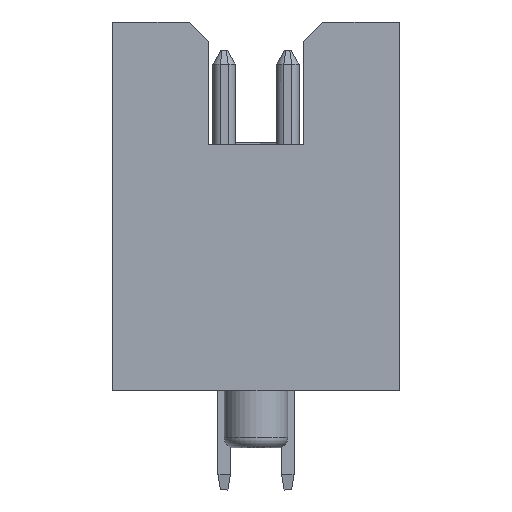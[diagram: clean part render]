
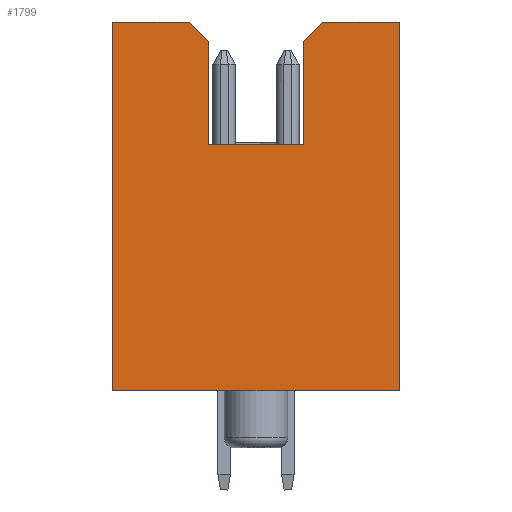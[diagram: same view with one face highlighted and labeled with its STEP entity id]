
A CAD part, left-side view. The second image highlights one B-rep face of the part: STEP entity #1799.
In plain terms, the highlighted planar face has unit normal (-1, 0, 0).
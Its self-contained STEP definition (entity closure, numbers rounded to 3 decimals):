
#1183=CARTESIAN_POINT('',(-1.59,0.955,2.414));
#1184=VERTEX_POINT('',#1183);
#1199=CARTESIAN_POINT('',(-1.59,1.335,2.794));
#1200=VERTEX_POINT('',#1199);
#1207=CARTESIAN_POINT('',(-1.59,1.335,2.794));
#1208=DIRECTION('',(0.,-0.707,-0.707));
#1209=VECTOR('',#1208,0.537);
#1210=LINE('',#1207,#1209);
#1211=EDGE_CURVE('',#1200,#1184,#1210,.T.);
#1245=CARTESIAN_POINT('',(-1.59,0.955,0.354));
#1246=VERTEX_POINT('',#1245);
#1255=CARTESIAN_POINT('',(-1.59,0.955,2.414));
#1256=DIRECTION('',(0.,0.,-1.));
#1257=VECTOR('',#1256,2.06);
#1258=LINE('',#1255,#1257);
#1259=EDGE_CURVE('',#1184,#1246,#1258,.T.);
#1271=CARTESIAN_POINT('',(-1.59,-0.955,0.354));
#1272=VERTEX_POINT('',#1271);
#1273=CARTESIAN_POINT('',(-1.59,0.955,0.354));
#1274=DIRECTION('',(0.,-1.,0.));
#1275=VECTOR('',#1274,1.91);
#1276=LINE('',#1273,#1275);
#1277=EDGE_CURVE('',#1246,#1272,#1276,.T.);
#1294=CARTESIAN_POINT('',(-1.59,-0.955,2.414));
#1295=VERTEX_POINT('',#1294);
#1296=CARTESIAN_POINT('',(-1.59,-0.955,0.354));
#1297=DIRECTION('',(0.,0.,1.));
#1298=VECTOR('',#1297,2.06);
#1299=LINE('',#1296,#1298);
#1300=EDGE_CURVE('',#1272,#1295,#1299,.T.);
#1348=CARTESIAN_POINT('',(-1.59,-1.335,2.794));
#1349=VERTEX_POINT('',#1348);
#1358=CARTESIAN_POINT('',(-1.59,-0.955,2.414));
#1359=DIRECTION('',(0.,-0.707,0.707));
#1360=VECTOR('',#1359,0.537);
#1361=LINE('',#1358,#1360);
#1362=EDGE_CURVE('',#1295,#1349,#1361,.T.);
#1403=CARTESIAN_POINT('',(-1.59,2.86,2.794));
#1404=VERTEX_POINT('',#1403);
#1411=CARTESIAN_POINT('',(-1.59,2.86,2.794));
#1412=DIRECTION('',(0.,-1.,0.));
#1413=VECTOR('',#1412,1.525);
#1414=LINE('',#1411,#1413);
#1415=EDGE_CURVE('',#1404,#1200,#1414,.T.);
#1530=CARTESIAN_POINT('',(-1.59,-2.86,2.794));
#1531=VERTEX_POINT('',#1530);
#1532=CARTESIAN_POINT('',(-1.59,-1.335,2.794));
#1533=DIRECTION('',(0.,-1.,0.));
#1534=VECTOR('',#1533,1.525);
#1535=LINE('',#1532,#1534);
#1536=EDGE_CURVE('',#1349,#1531,#1535,.T.);
#1755=CARTESIAN_POINT('',(-1.59,0.,-6.989));
#1756=DIRECTION('',(0.,0.,-1.));
#1757=DIRECTION('',(-1.,-0.,-0.));
#1758=AXIS2_PLACEMENT_3D('',#1755,#1757,#1756);
#1759=PLANE('',#1758);
#1760=ORIENTED_EDGE('',*,*,#1536,.F.);
#1761=ORIENTED_EDGE('',*,*,#1362,.F.);
#1762=ORIENTED_EDGE('',*,*,#1300,.F.);
#1763=ORIENTED_EDGE('',*,*,#1277,.F.);
#1764=ORIENTED_EDGE('',*,*,#1259,.F.);
#1765=ORIENTED_EDGE('',*,*,#1211,.F.);
#1766=ORIENTED_EDGE('',*,*,#1415,.F.);
#1767=CARTESIAN_POINT('',(-1.59,2.86,-4.572));
#1768=VERTEX_POINT('',#1767);
#1769=CARTESIAN_POINT('',(-1.59,2.86,2.794));
#1770=DIRECTION('',(0.,0.,-1.));
#1771=VECTOR('',#1770,7.366);
#1772=LINE('',#1769,#1771);
#1773=EDGE_CURVE('',#1404,#1768,#1772,.T.);
#1774=ORIENTED_EDGE('',*,*,#1773,.T.);
#1775=CARTESIAN_POINT('',(-1.59,0.,-4.572));
#1776=VERTEX_POINT('',#1775);
#1777=CARTESIAN_POINT('',(-1.59,2.86,-4.572));
#1778=DIRECTION('',(0.,-1.,0.));
#1779=VECTOR('',#1778,2.86);
#1780=LINE('',#1777,#1779);
#1781=EDGE_CURVE('',#1768,#1776,#1780,.T.);
#1782=ORIENTED_EDGE('',*,*,#1781,.T.);
#1783=CARTESIAN_POINT('',(-1.59,-2.86,-4.572));
#1784=VERTEX_POINT('',#1783);
#1785=CARTESIAN_POINT('',(-1.59,0.,-4.572));
#1786=DIRECTION('',(0.,-1.,0.));
#1787=VECTOR('',#1786,2.86);
#1788=LINE('',#1785,#1787);
#1789=EDGE_CURVE('',#1776,#1784,#1788,.T.);
#1790=ORIENTED_EDGE('',*,*,#1789,.T.);
#1791=CARTESIAN_POINT('',(-1.59,-2.86,-4.572));
#1792=DIRECTION('',(0.,0.,1.));
#1793=VECTOR('',#1792,7.366);
#1794=LINE('',#1791,#1793);
#1795=EDGE_CURVE('',#1784,#1531,#1794,.T.);
#1796=ORIENTED_EDGE('',*,*,#1795,.T.);
#1797=EDGE_LOOP('',(#1760,#1761,#1762,#1763,#1764,#1765,#1766,#1774,#1782,#1790,#1796));
#1798=FACE_OUTER_BOUND('',#1797,.T.);
#1799=ADVANCED_FACE('',(#1798),#1759,.T.);
